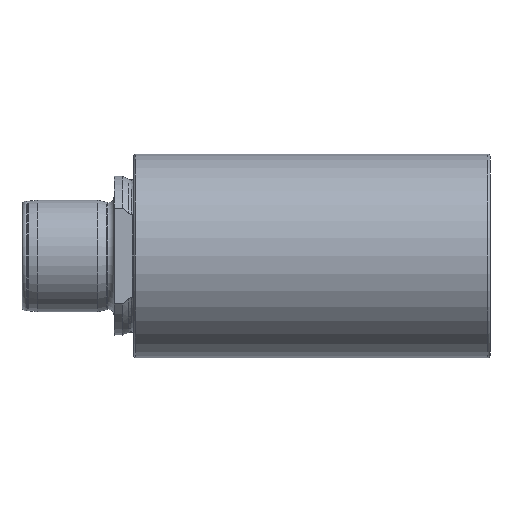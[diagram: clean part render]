
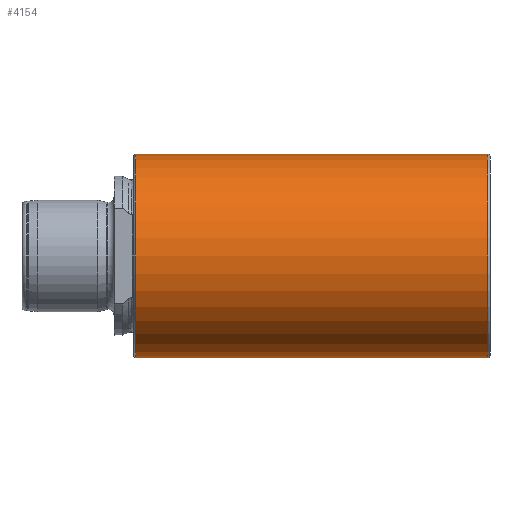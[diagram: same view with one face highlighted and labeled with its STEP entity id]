
A CAD part, front view. The second image highlights one B-rep face of the part: STEP entity #4154.
In plain terms, the highlighted cylindrical face has radius 10 mm (diameter 20 mm), a partial arc.
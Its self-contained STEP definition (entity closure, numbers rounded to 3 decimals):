
#63 = CARTESIAN_POINT ( 'NONE',  ( -7.756, 0., -10. ) ) ;
#64 = DIRECTION ( 'NONE',  ( -1., 0., 0. ) ) ;
#262 = CIRCLE ( 'NONE', #1031, 10. ) ;
#306 = CIRCLE ( 'NONE', #1018, 10. ) ;
#333 = VECTOR ( 'NONE', #3338, 1000. ) ;
#339 = LINE ( 'NONE', #3340, #333 ) ;
#350 = ORIENTED_EDGE ( 'NONE', *, *, #863, .F. ) ;
#863 = EDGE_CURVE ( 'NONE', #3041, #2919, #1465, .T. ) ;
#1018 = AXIS2_PLACEMENT_3D ( 'NONE', #3240, #3268, #3235 ) ;
#1031 = AXIS2_PLACEMENT_3D ( 'NONE', #3896, #3895, #3894 ) ;
#1464 = VECTOR ( 'NONE', #64, 1000. ) ;
#1465 = LINE ( 'NONE', #63, #1464 ) ;
#2165 = EDGE_LOOP ( 'NONE', ( #350, #3095, #3094, #3093 ) ) ;
#2275 = CARTESIAN_POINT ( 'NONE',  ( -7.756, 0., 0. ) ) ;
#2277 = DIRECTION ( 'NONE',  ( 0., 0., 1. ) ) ;
#2278 = DIRECTION ( 'NONE',  ( -1., 0., 0. ) ) ;
#2748 = EDGE_CURVE ( 'NONE', #3041, #3027, #262, .T. ) ;
#2772 = EDGE_CURVE ( 'NONE', #2919, #3035, #306, .T. ) ;
#2786 = EDGE_CURVE ( 'NONE', #3027, #3035, #339, .T. ) ;
#2919 = VERTEX_POINT ( 'NONE', #3280 ) ;
#2955 = CYLINDRICAL_SURFACE ( 'NONE', #3468, 10. ) ;
#2957 = FACE_OUTER_BOUND ( 'NONE', #2165, .T. ) ;
#3027 = VERTEX_POINT ( 'NONE', #3228 ) ;
#3035 = VERTEX_POINT ( 'NONE', #3219 ) ;
#3041 = VERTEX_POINT ( 'NONE', #3213 ) ;
#3093 = ORIENTED_EDGE ( 'NONE', *, *, #2772, .F. ) ;
#3094 = ORIENTED_EDGE ( 'NONE', *, *, #2786, .T. ) ;
#3095 = ORIENTED_EDGE ( 'NONE', *, *, #2748, .T. ) ;
#3213 = CARTESIAN_POINT ( 'NONE',  ( 45.8, 0., -10. ) ) ;
#3219 = CARTESIAN_POINT ( 'NONE',  ( 11.2, 0., 10. ) ) ;
#3228 = CARTESIAN_POINT ( 'NONE',  ( 45.8, 0., 10. ) ) ;
#3235 = DIRECTION ( 'NONE',  ( 0., 0., 1. ) ) ;
#3240 = CARTESIAN_POINT ( 'NONE',  ( 11.2, 0., 0. ) ) ;
#3268 = DIRECTION ( 'NONE',  ( -1., 0., 0. ) ) ;
#3280 = CARTESIAN_POINT ( 'NONE',  ( 11.2, 0., -10. ) ) ;
#3338 = DIRECTION ( 'NONE',  ( -1., 0., 0. ) ) ;
#3340 = CARTESIAN_POINT ( 'NONE',  ( -7.756, 0., 10. ) ) ;
#3468 = AXIS2_PLACEMENT_3D ( 'NONE', #2275, #2278, #2277 ) ;
#3894 = DIRECTION ( 'NONE',  ( 0., 0., 1. ) ) ;
#3895 = DIRECTION ( 'NONE',  ( -1., 0., 0. ) ) ;
#3896 = CARTESIAN_POINT ( 'NONE',  ( 45.8, 0., 0. ) ) ;
#4154 = ADVANCED_FACE ( 'NONE', ( #2957 ), #2955, .T. ) ;
